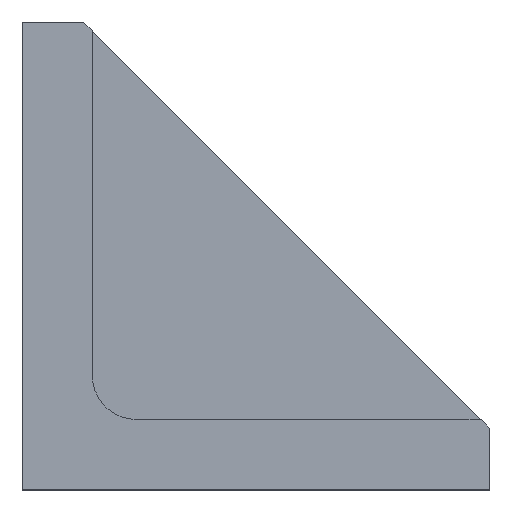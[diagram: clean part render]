
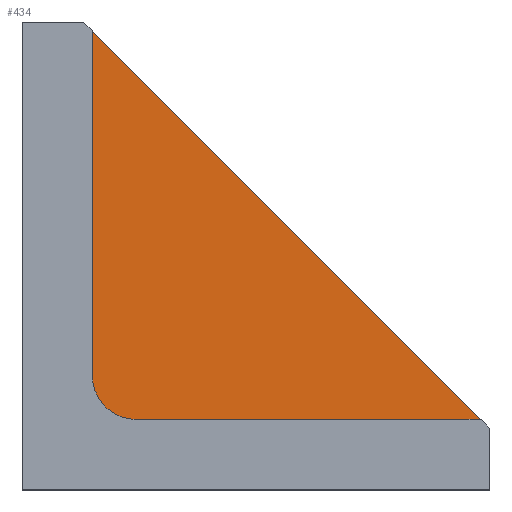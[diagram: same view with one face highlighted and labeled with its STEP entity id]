
A CAD part, top view. The second image highlights one B-rep face of the part: STEP entity #434.
In plain terms, the highlighted planar face has unit normal (0, 0, 1).
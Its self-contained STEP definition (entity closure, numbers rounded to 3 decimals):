
#6 = LINE ( 'NONE', #1815, #1469 ) ;
#7 = ORIENTED_EDGE ( 'NONE', *, *, #1416, .T. ) ;
#293 = VERTEX_POINT ( 'NONE', #1435 ) ;
#297 = EDGE_CURVE ( 'NONE', #2360, #1129, #6, .T. ) ;
#434 = ADVANCED_FACE ( 'NONE', ( #1498 ), #2350, .F. ) ;
#459 = CARTESIAN_POINT ( 'NONE',  ( 0., 160., 4.5 ) ) ;
#482 = EDGE_CURVE ( 'NONE', #1129, #550, #711, .T. ) ;
#493 = ORIENTED_EDGE ( 'NONE', *, *, #2390, .T. ) ;
#499 = VECTOR ( 'NONE', #2347, 1000. ) ;
#550 = VERTEX_POINT ( 'NONE', #971 ) ;
#608 = ORIENTED_EDGE ( 'NONE', *, *, #297, .T. ) ;
#707 = CARTESIAN_POINT ( 'NONE',  ( 160., 10.5, 4.5 ) ) ;
#710 = CARTESIAN_POINT ( 'NONE',  ( 10.5, 10.5, 4.5 ) ) ;
#711 = LINE ( 'NONE', #707, #1229 ) ;
#751 = VECTOR ( 'NONE', #2274, 1000. ) ;
#831 = LINE ( 'NONE', #1822, #1751 ) ;
#865 = CARTESIAN_POINT ( 'NONE',  ( 160., 21., 4.5 ) ) ;
#906 = DIRECTION ( 'NONE',  ( 0., -1., 0. ) ) ;
#971 = CARTESIAN_POINT ( 'NONE',  ( 160., 10.5, 4.5 ) ) ;
#1061 = LINE ( 'NONE', #2353, #499 ) ;
#1073 = ORIENTED_EDGE ( 'NONE', *, *, #482, .T. ) ;
#1129 = VERTEX_POINT ( 'NONE', #710 ) ;
#1229 = VECTOR ( 'NONE', #1941, 1000. ) ;
#1271 = EDGE_LOOP ( 'NONE', ( #2169, #608, #1073, #7, #493 ) ) ;
#1416 = EDGE_CURVE ( 'NONE', #550, #2195, #1061, .T. ) ;
#1435 = CARTESIAN_POINT ( 'NONE',  ( 21., 160., 4.5 ) ) ;
#1469 = VECTOR ( 'NONE', #906, 1000. ) ;
#1498 = FACE_OUTER_BOUND ( 'NONE', #1271, .T. ) ;
#1637 = DIRECTION ( 'NONE',  ( -0.707, 0.707, 0. ) ) ;
#1713 = CARTESIAN_POINT ( 'NONE',  ( 10.5, 160., 4.5 ) ) ;
#1743 = AXIS2_PLACEMENT_3D ( 'NONE', #2221, #2180, #2183 ) ;
#1751 = VECTOR ( 'NONE', #1637, 1000. ) ;
#1815 = CARTESIAN_POINT ( 'NONE',  ( 10.5, 10.5, 4.5 ) ) ;
#1822 = CARTESIAN_POINT ( 'NONE',  ( 82.5, 98.5, 4.5 ) ) ;
#1941 = DIRECTION ( 'NONE',  ( 1., 0., 0. ) ) ;
#2133 = LINE ( 'NONE', #459, #751 ) ;
#2169 = ORIENTED_EDGE ( 'NONE', *, *, #2271, .F. ) ;
#2180 = DIRECTION ( 'NONE',  ( 0., 0., -1. ) ) ;
#2183 = DIRECTION ( 'NONE',  ( -1., 0., 0. ) ) ;
#2195 = VERTEX_POINT ( 'NONE', #865 ) ;
#2221 = CARTESIAN_POINT ( 'NONE',  ( 6., 22., 4.5 ) ) ;
#2271 = EDGE_CURVE ( 'NONE', #2360, #293, #2133, .T. ) ;
#2274 = DIRECTION ( 'NONE',  ( 1., 0., 0. ) ) ;
#2347 = DIRECTION ( 'NONE',  ( 0., 1., 0. ) ) ;
#2350 = PLANE ( 'NONE',  #1743 ) ;
#2353 = CARTESIAN_POINT ( 'NONE',  ( 160., 22., 4.5 ) ) ;
#2360 = VERTEX_POINT ( 'NONE', #1713 ) ;
#2390 = EDGE_CURVE ( 'NONE', #2195, #293, #831, .T. ) ;
